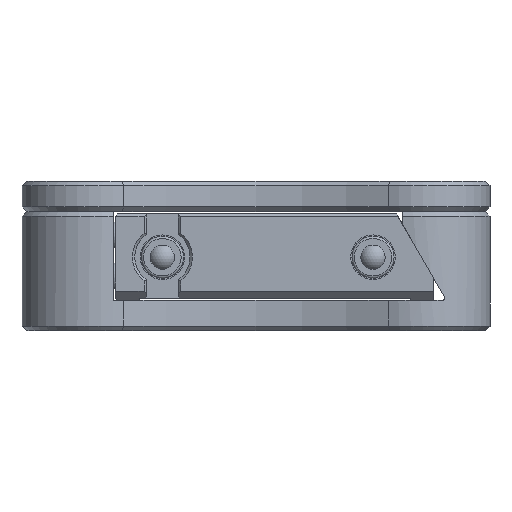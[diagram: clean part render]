
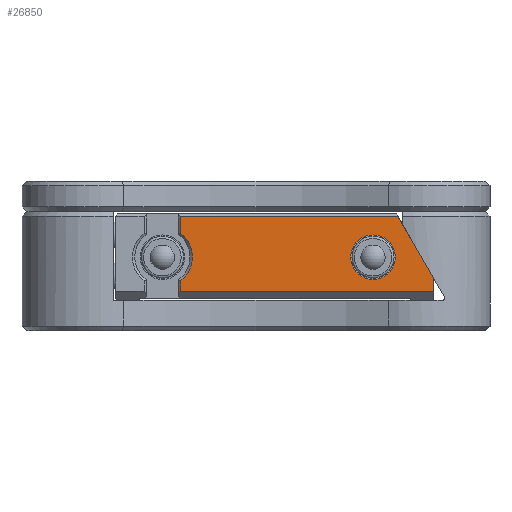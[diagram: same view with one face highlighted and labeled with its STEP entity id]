
A CAD part, left-side view. The second image highlights one B-rep face of the part: STEP entity #26850.
In plain terms, the highlighted planar face has unit normal (-1, 0, 0).
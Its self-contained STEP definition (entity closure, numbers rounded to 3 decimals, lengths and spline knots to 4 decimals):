
#519=FACE_BOUND('',#4877,.T.);
#1011=PLANE('',#28466);
#3255=FACE_OUTER_BOUND('',#4876,.T.);
#4876=EDGE_LOOP('',(#21570,#21571,#21572,#21573,#21574,#21575,#21576));
#4877=EDGE_LOOP('',(#21577));
#7067=LINE('',#48261,#9423);
#7068=LINE('',#48263,#9424);
#7069=LINE('',#48265,#9425);
#7070=LINE('',#48267,#9426);
#7071=LINE('',#48269,#9427);
#7072=LINE('',#48271,#9428);
#9423=VECTOR('',#32717,39.3701);
#9424=VECTOR('',#32718,39.3701);
#9425=VECTOR('',#32719,39.3701);
#9426=VECTOR('',#32720,39.3701);
#9427=VECTOR('',#32721,39.3701);
#9428=VECTOR('',#32722,39.3701);
#10493=CIRCLE('',#28407,0.095);
#10524=CIRCLE('',#28467,0.1282);
#12142=VERTEX_POINT('',#47157);
#12424=VERTEX_POINT('',#48259);
#12425=VERTEX_POINT('',#48260);
#12426=VERTEX_POINT('',#48262);
#12427=VERTEX_POINT('',#48264);
#12428=VERTEX_POINT('',#48266);
#12429=VERTEX_POINT('',#48268);
#12430=VERTEX_POINT('',#48270);
#15333=EDGE_CURVE('',#12142,#12142,#10493,.T.);
#15635=EDGE_CURVE('',#12424,#12425,#7067,.T.);
#15636=EDGE_CURVE('',#12426,#12425,#7068,.T.);
#15637=EDGE_CURVE('',#12426,#12427,#7069,.T.);
#15638=EDGE_CURVE('',#12427,#12428,#7070,.T.);
#15639=EDGE_CURVE('',#12428,#12429,#7071,.T.);
#15640=EDGE_CURVE('',#12429,#12430,#7072,.T.);
#15641=EDGE_CURVE('',#12430,#12424,#10524,.T.);
#21570=ORIENTED_EDGE('',*,*,#15635,.T.);
#21571=ORIENTED_EDGE('',*,*,#15636,.F.);
#21572=ORIENTED_EDGE('',*,*,#15637,.T.);
#21573=ORIENTED_EDGE('',*,*,#15638,.T.);
#21574=ORIENTED_EDGE('',*,*,#15639,.T.);
#21575=ORIENTED_EDGE('',*,*,#15640,.T.);
#21576=ORIENTED_EDGE('',*,*,#15641,.T.);
#21577=ORIENTED_EDGE('',*,*,#15333,.F.);
#26850=ADVANCED_FACE('',(#3255,#519),#1011,.F.);
#28407=AXIS2_PLACEMENT_3D('',#47159,#32403,#32404);
#28466=AXIS2_PLACEMENT_3D('',#48258,#32715,#32716);
#28467=AXIS2_PLACEMENT_3D('',#48272,#32723,#32724);
#32403=DIRECTION('center_axis',(-1.,0.,0.));
#32404=DIRECTION('ref_axis',(0.,0.,1.));
#32715=DIRECTION('center_axis',(1.,0.,0.));
#32716=DIRECTION('ref_axis',(0.,0.,-1.));
#32717=DIRECTION('',(0.,0.,-1.));
#32718=DIRECTION('',(0.,1.,0.));
#32719=DIRECTION('',(0.,0.,1.));
#32720=DIRECTION('',(0.,0.5,0.866));
#32721=DIRECTION('',(0.,1.,0.));
#32722=DIRECTION('',(0.,0.,-1.));
#32723=DIRECTION('center_axis',(1.,0.,0.));
#32724=DIRECTION('ref_axis',(0.,0.,-1.));
#47157=CARTESIAN_POINT('',(-1.9,-0.5,-0.035));
#47159=CARTESIAN_POINT('Origin',(-1.9,-0.5,0.06));
#48258=CARTESIAN_POINT('Origin',(-1.9,-0.6,0.245));
#48259=CARTESIAN_POINT('',(-1.9,0.3218,-0.0416));
#48260=CARTESIAN_POINT('',(-1.9,0.3218,-0.085));
#48261=CARTESIAN_POINT('',(-1.9,0.3218,0.245));
#48262=CARTESIAN_POINT('',(-1.9,-0.76,-0.085));
#48263=CARTESIAN_POINT('',(-1.9,-0.76,-0.085));
#48264=CARTESIAN_POINT('',(-1.9,-0.76,-0.0321));
#48265=CARTESIAN_POINT('',(-1.9,-0.76,-0.0321));
#48266=CARTESIAN_POINT('',(-1.9,-0.6058,0.235));
#48267=CARTESIAN_POINT('',(-1.9,-0.6,0.245));
#48268=CARTESIAN_POINT('',(-1.9,0.3218,0.235));
#48269=CARTESIAN_POINT('',(-1.9,0.3318,0.235));
#48270=CARTESIAN_POINT('',(-1.9,0.3218,0.1616));
#48271=CARTESIAN_POINT('',(-1.9,0.3218,0.245));
#48272=CARTESIAN_POINT('Origin',(-1.9,0.4,0.06));
